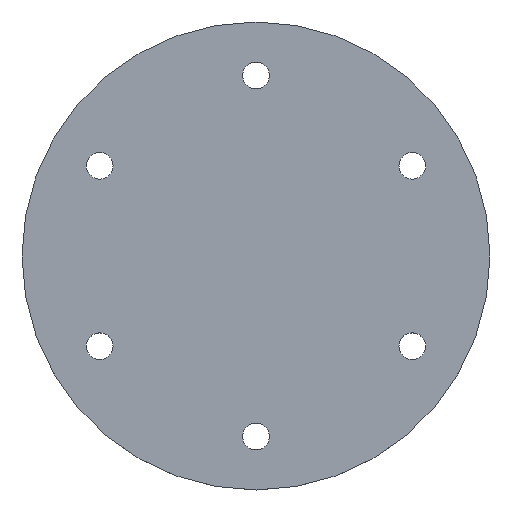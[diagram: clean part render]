
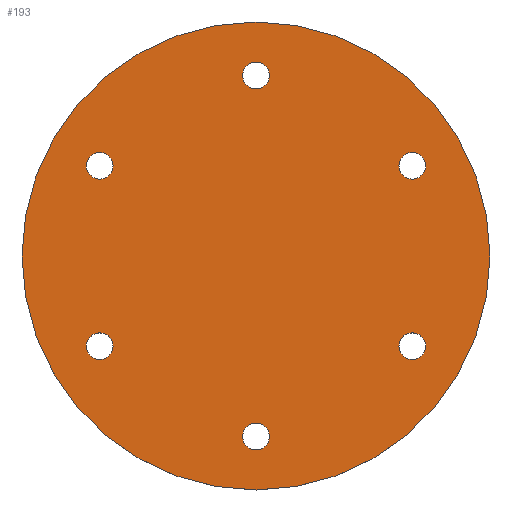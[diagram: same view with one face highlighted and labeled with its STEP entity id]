
A CAD part, top view. The second image highlights one B-rep face of the part: STEP entity #193.
In plain terms, the highlighted planar face has unit normal (0, 0, 1).
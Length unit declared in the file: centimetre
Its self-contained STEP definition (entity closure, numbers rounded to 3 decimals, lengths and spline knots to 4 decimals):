
#21=FACE_BOUND('',#62,.T.);
#22=FACE_BOUND('',#63,.T.);
#23=FACE_BOUND('',#64,.T.);
#24=FACE_BOUND('',#65,.T.);
#25=FACE_BOUND('',#66,.T.);
#26=FACE_BOUND('',#67,.T.);
#28=PLANE('',#232);
#45=FACE_OUTER_BOUND('',#61,.T.);
#61=EDGE_LOOP('',(#176));
#62=EDGE_LOOP('',(#177));
#63=EDGE_LOOP('',(#178));
#64=EDGE_LOOP('',(#179));
#65=EDGE_LOOP('',(#180));
#66=EDGE_LOOP('',(#181));
#67=EDGE_LOOP('',(#182));
#86=CIRCLE('',#212,3.5);
#93=CIRCLE('',#221,0.2);
#94=CIRCLE('',#223,0.2);
#95=CIRCLE('',#225,0.2);
#96=CIRCLE('',#227,0.2);
#97=CIRCLE('',#229,0.2);
#98=CIRCLE('',#231,0.2);
#101=VERTEX_POINT('',#301);
#108=VERTEX_POINT('',#318);
#109=VERTEX_POINT('',#322);
#110=VERTEX_POINT('',#326);
#111=VERTEX_POINT('',#330);
#112=VERTEX_POINT('',#334);
#113=VERTEX_POINT('',#338);
#117=EDGE_CURVE('',#101,#101,#86,.T.);
#125=EDGE_CURVE('',#108,#108,#93,.T.);
#127=EDGE_CURVE('',#109,#109,#94,.T.);
#129=EDGE_CURVE('',#110,#110,#95,.T.);
#131=EDGE_CURVE('',#111,#111,#96,.T.);
#133=EDGE_CURVE('',#112,#112,#97,.T.);
#135=EDGE_CURVE('',#113,#113,#98,.T.);
#176=ORIENTED_EDGE('',*,*,#117,.T.);
#177=ORIENTED_EDGE('',*,*,#125,.T.);
#178=ORIENTED_EDGE('',*,*,#127,.T.);
#179=ORIENTED_EDGE('',*,*,#129,.T.);
#180=ORIENTED_EDGE('',*,*,#131,.T.);
#181=ORIENTED_EDGE('',*,*,#133,.T.);
#182=ORIENTED_EDGE('',*,*,#135,.T.);
#193=ADVANCED_FACE('',(#45,#21,#22,#23,#24,#25,#26),#28,.T.);
#212=AXIS2_PLACEMENT_3D('',#302,#244,#245);
#221=AXIS2_PLACEMENT_3D('',#319,#263,#264);
#223=AXIS2_PLACEMENT_3D('',#323,#268,#269);
#225=AXIS2_PLACEMENT_3D('',#327,#273,#274);
#227=AXIS2_PLACEMENT_3D('',#331,#278,#279);
#229=AXIS2_PLACEMENT_3D('',#335,#283,#284);
#231=AXIS2_PLACEMENT_3D('',#339,#288,#289);
#232=AXIS2_PLACEMENT_3D('',#341,#291,#292);
#244=DIRECTION('center_axis',(0.,0.,1.));
#245=DIRECTION('ref_axis',(1.,0.,0.));
#263=DIRECTION('center_axis',(0.,0.,-1.));
#264=DIRECTION('ref_axis',(0.5,-0.866,0.));
#268=DIRECTION('center_axis',(0.,0.,-1.));
#269=DIRECTION('ref_axis',(-0.5,-0.866,0.));
#273=DIRECTION('center_axis',(0.,0.,-1.));
#274=DIRECTION('ref_axis',(-1.,0.,0.));
#278=DIRECTION('center_axis',(0.,0.,-1.));
#279=DIRECTION('ref_axis',(-0.5,0.866,0.));
#283=DIRECTION('center_axis',(0.,0.,-1.));
#284=DIRECTION('ref_axis',(0.5,0.866,0.));
#288=DIRECTION('center_axis',(0.,0.,-1.));
#289=DIRECTION('ref_axis',(1.,0.,0.));
#291=DIRECTION('center_axis',(0.,0.,1.));
#292=DIRECTION('ref_axis',(1.,0.,0.));
#301=CARTESIAN_POINT('',(-3.5,0.,0.3));
#302=CARTESIAN_POINT('Origin',(0.,0.,0.3));
#318=CARTESIAN_POINT('',(2.2383,1.5232,0.3));
#319=CARTESIAN_POINT('Origin',(2.3383,1.35,0.3));
#322=CARTESIAN_POINT('',(2.4383,-1.1768,0.3));
#323=CARTESIAN_POINT('Origin',(2.3383,-1.35,0.3));
#326=CARTESIAN_POINT('',(0.2,-2.7,0.3));
#327=CARTESIAN_POINT('Origin',(0.,-2.7,
0.3));
#330=CARTESIAN_POINT('',(-2.2383,-1.5232,0.3));
#331=CARTESIAN_POINT('Origin',(-2.3383,-1.35,0.3));
#334=CARTESIAN_POINT('',(-2.4383,1.1768,0.3));
#335=CARTESIAN_POINT('Origin',(-2.3383,1.35,0.3));
#338=CARTESIAN_POINT('',(-0.2,2.7,0.3));
#339=CARTESIAN_POINT('Origin',(0.,2.7,0.3));
#341=CARTESIAN_POINT('Origin',(0.,0.,0.3));
